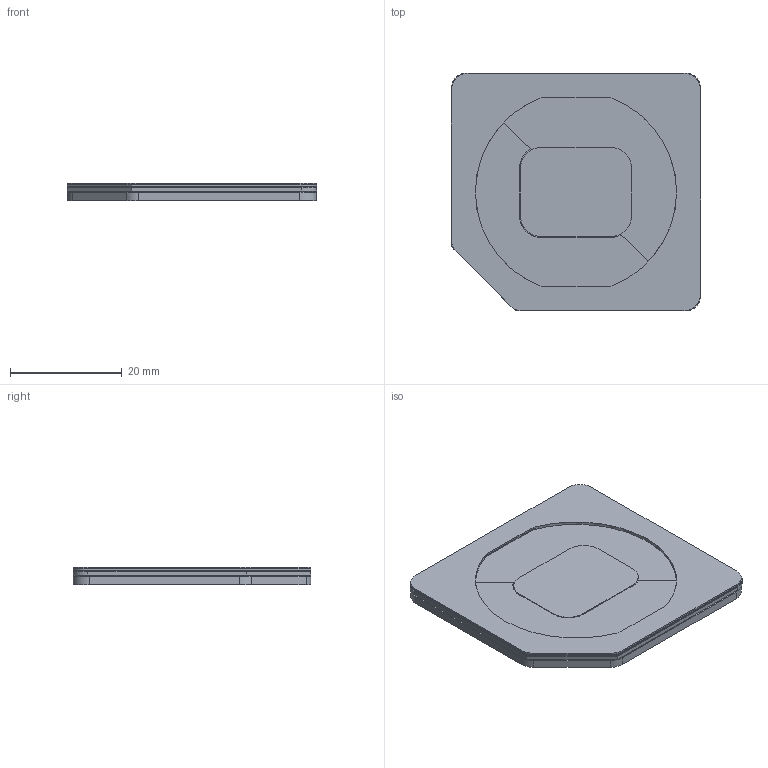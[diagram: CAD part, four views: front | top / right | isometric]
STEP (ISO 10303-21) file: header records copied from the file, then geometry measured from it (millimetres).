
FILE_DESCRIPTION(/* description */ (''),/* implementation_level */ '2;1');
FILE_NAME(/* name */ 'SBAF-P-P-P50_3D-CAD.stp',/* time_stamp */ '2021-10-07T11:57:17-04:00',/* author */ ('us0alz'),/* organization */ (''),/* preprocessor_version */ 'ST-DEVELOPER v17',/* originating_system */ 'Autodesk Inventor 2019',/* authorisation */ '');
FILE_SCHEMA (('AUTOMOTIVE_DESIGN { 1 0 10303 214 3 1 1 }'));
Length unit declared in the file: millimetre
Products named in the file (1): SBAF-P-P-P50_3D-CAD
Bounding box: 44.6 x 42.6 x 3.12 mm (x, y, z)
Volume: 3809.1 mm3; surface area: 4497 mm2
Topology: 1 solids, 1 shells, 102 faces, 256 edges, 160 vertices
Faces by surface type: plane 61, cylinder 35, cone 6
Entity records: 3074 total; most frequent: DIRECTION 546, CARTESIAN_POINT 519, ORIENTED_EDGE 512, EDGE_CURVE 256, AXIS2_PLACEMENT_3D 187, LINE 172, VECTOR 172, VERTEX_POINT 160
